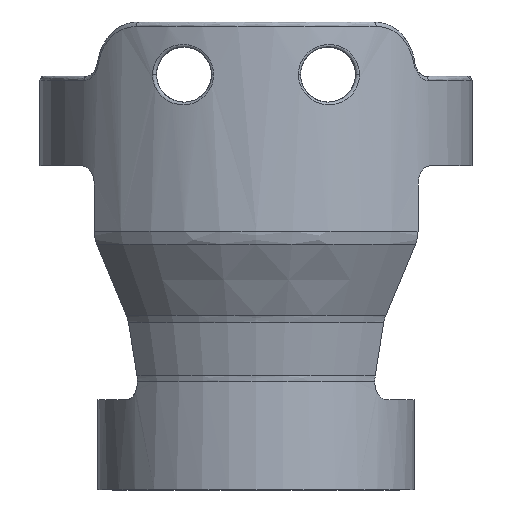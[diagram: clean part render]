
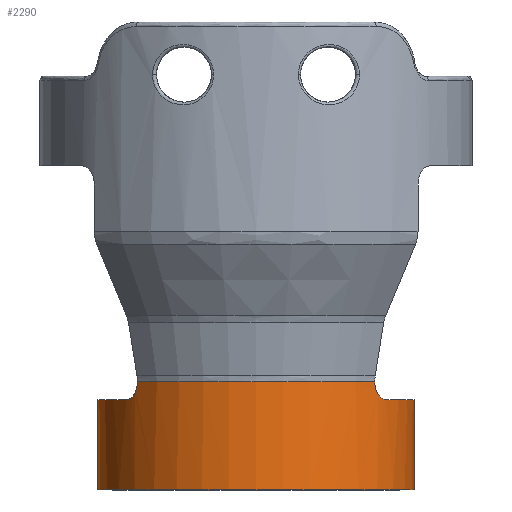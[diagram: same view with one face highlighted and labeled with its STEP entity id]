
A CAD part, front view. The second image highlights one B-rep face of the part: STEP entity #2290.
In plain terms, the highlighted cylindrical face has radius 17.6 mm (diameter 35.2 mm), a partial arc.
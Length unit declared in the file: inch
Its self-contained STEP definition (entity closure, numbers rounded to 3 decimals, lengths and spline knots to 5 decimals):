
#7 = CIRCLE ( 'NONE', #3093, 0.69291 ) ;
#17 = EDGE_CURVE ( 'NONE', #1298, #5232, #3533, .T. ) ;
#20 = CARTESIAN_POINT ( 'NONE',  ( -0.51896, -0.45914, 0.47244 ) ) ;
#52 = CARTESIAN_POINT ( 'NONE',  ( -0.52163, -0.45611, 0.44704 ) ) ;
#106 = FACE_OUTER_BOUND ( 'NONE', #6154, .T. ) ;
#198 = CARTESIAN_POINT ( 'NONE',  ( -0.69291, 0., 0.3937 ) ) ;
#328 = EDGE_CURVE ( 'NONE', #2656, #479, #7, .T. ) ;
#367 = EDGE_CURVE ( 'NONE', #4807, #2169, #3607, .T. ) ;
#414 = DIRECTION ( 'NONE',  ( 1., 0., 0. ) ) ;
#479 = VERTEX_POINT ( 'NONE', #7076 ) ;
#481 = ORIENTED_EDGE ( 'NONE', *, *, #5554, .T. ) ;
#483 = CARTESIAN_POINT ( 'NONE',  ( -0.56777, -0.39719, 0.3937 ) ) ;
#500 = CARTESIAN_POINT ( 'NONE',  ( 0.51969, -0.45832, 0.47244 ) ) ;
#582 = VERTEX_POINT ( 'NONE', #1276 ) ;
#588 = DIRECTION ( 'NONE',  ( 1., 0., 0. ) ) ;
#921 = VECTOR ( 'NONE', #4686, 39.37008 ) ;
#1056 = EDGE_CURVE ( 'NONE', #2169, #6982, #5922, .T. ) ;
#1119 = DIRECTION ( 'NONE',  ( 0., 0., 1. ) ) ;
#1276 = CARTESIAN_POINT ( 'NONE',  ( 0.5684, -0.3963, 0.3937 ) ) ;
#1298 = VERTEX_POINT ( 'NONE', #483 ) ;
#1351 = EDGE_CURVE ( 'NONE', #2656, #5232, #4874, .T. ) ;
#1358 = ORIENTED_EDGE ( 'NONE', *, *, #4246, .T. ) ;
#1359 = AXIS2_PLACEMENT_3D ( 'NONE', #2910, #1119, #588 ) ;
#1403 = ORIENTED_EDGE ( 'NONE', *, *, #17, .T. ) ;
#1425 = CARTESIAN_POINT ( 'NONE',  ( -0.51896, -0.45914, 0.47423 ) ) ;
#1446 = EDGE_CURVE ( 'NONE', #582, #1708, #4449, .T. ) ;
#1473 = AXIS2_PLACEMENT_3D ( 'NONE', #4162, #7016, #414 ) ;
#1492 = CARTESIAN_POINT ( 'NONE',  ( -0.51896, -0.45914, 0.46724 ) ) ;
#1532 = CARTESIAN_POINT ( 'NONE',  ( 0.5535, -0.41688, 0.39769 ) ) ;
#1550 = VECTOR ( 'NONE', #4127, 39.37008 ) ;
#1560 = ORIENTED_EDGE ( 'NONE', *, *, #2248, .T. ) ;
#1708 = VERTEX_POINT ( 'NONE', #3965 ) ;
#2106 = CARTESIAN_POINT ( 'NONE',  ( 0.52108, -0.45675, 0.45168 ) ) ;
#2144 = CARTESIAN_POINT ( 'NONE',  ( 0.51969, -0.45832, 0.47244 ) ) ;
#2169 = VERTEX_POINT ( 'NONE', #5921 ) ;
#2180 = CARTESIAN_POINT ( 'NONE',  ( 0., 0., 0.24332 ) ) ;
#2237 = CARTESIAN_POINT ( 'NONE',  ( -0.5193, -0.45876, 0.46212 ) ) ;
#2242 = DIRECTION ( 'NONE',  ( 0., 0., 1. ) ) ;
#2248 = EDGE_CURVE ( 'NONE', #479, #1708, #2782, .T. ) ;
#2288 = DIRECTION ( 'NONE',  ( 0., 0., 1. ) ) ;
#2290 = ADVANCED_FACE ( 'NONE', ( #106 ), #4997, .T. ) ;
#2512 = DIRECTION ( 'NONE',  ( 0., 0., 1. ) ) ;
#2614 = ORIENTED_EDGE ( 'NONE', *, *, #1446, .F. ) ;
#2646 = CARTESIAN_POINT ( 'NONE',  ( 0.54492, -0.42803, 0.40404 ) ) ;
#2656 = VERTEX_POINT ( 'NONE', #5524 ) ;
#2677 = CARTESIAN_POINT ( 'NONE',  ( 0.5565, -0.41287, 0.39619 ) ) ;
#2708 = DIRECTION ( 'NONE',  ( 0., 0., 1. ) ) ;
#2731 = CARTESIAN_POINT ( 'NONE',  ( -0.52422, -0.45313, 0.4375 ) ) ;
#2748 = CARTESIAN_POINT ( 'NONE',  ( 0.54771, -0.42446, 0.40163 ) ) ;
#2782 = LINE ( 'NONE', #7071, #6506 ) ;
#2851 = VECTOR ( 'NONE', #2242, 39.37008 ) ;
#2910 = CARTESIAN_POINT ( 'NONE',  ( 0., 0., 0.3937 ) ) ;
#3038 = CARTESIAN_POINT ( 'NONE',  ( 0., 0., 0. ) ) ;
#3055 = ORIENTED_EDGE ( 'NONE', *, *, #328, .T. ) ;
#3093 = AXIS2_PLACEMENT_3D ( 'NONE', #3038, #2512, #6366 ) ;
#3103 = CARTESIAN_POINT ( 'NONE',  ( -0.55567, -0.41406, 0.39577 ) ) ;
#3283 = EDGE_CURVE ( 'NONE', #582, #4807, #4959, .T. ) ;
#3337 = CARTESIAN_POINT ( 'NONE',  ( -0.54413, -0.42912, 0.40361 ) ) ;
#3472 = ORIENTED_EDGE ( 'NONE', *, *, #1056, .T. ) ;
#3533 = CIRCLE ( 'NONE', #6046, 0.69291 ) ;
#3607 = LINE ( 'NONE', #6901, #921 ) ;
#3705 = CARTESIAN_POINT ( 'NONE',  ( 0.51969, -0.45832, 0.46203 ) ) ;
#3760 = CARTESIAN_POINT ( 'NONE',  ( -0.52581, -0.45129, 0.43298 ) ) ;
#3795 = CARTESIAN_POINT ( 'NONE',  ( -0.53861, -0.43598, 0.40947 ) ) ;
#3810 = CARTESIAN_POINT ( 'NONE',  ( 0.53958, -0.43475, 0.40974 ) ) ;
#3873 = AXIS2_PLACEMENT_3D ( 'NONE', #2180, #2288, #4351 ) ;
#3965 = CARTESIAN_POINT ( 'NONE',  ( 0.69291, 0., 0.3937 ) ) ;
#4077 = CARTESIAN_POINT ( 'NONE',  ( 0., 0., 0.3937 ) ) ;
#4083 = LINE ( 'NONE', #5197, #1550 ) ;
#4127 = DIRECTION ( 'NONE',  ( 0., 0., -1. ) ) ;
#4162 = CARTESIAN_POINT ( 'NONE',  ( 0., 0., 0.47423 ) ) ;
#4246 = EDGE_CURVE ( 'NONE', #5901, #1298, #6943, .T. ) ;
#4259 = ORIENTED_EDGE ( 'NONE', *, *, #367, .T. ) ;
#4351 = DIRECTION ( 'NONE',  ( 1., 0., 0. ) ) ;
#4414 = CARTESIAN_POINT ( 'NONE',  ( -0.56777, -0.39719, 0.3937 ) ) ;
#4449 = CIRCLE ( 'NONE', #1359, 0.69291 ) ;
#4686 = DIRECTION ( 'NONE',  ( 0., 0., 1. ) ) ;
#4746 = CARTESIAN_POINT ( 'NONE',  ( -0.53166, -0.44439, 0.42036 ) ) ;
#4781 = CARTESIAN_POINT ( 'NONE',  ( 0.5684, -0.3963, 0.3937 ) ) ;
#4807 = VERTEX_POINT ( 'NONE', #500 ) ;
#4874 = LINE ( 'NONE', #6702, #2851 ) ;
#4886 = CARTESIAN_POINT ( 'NONE',  ( 0.56542, -0.40057, 0.3937 ) ) ;
#4943 = CARTESIAN_POINT ( 'NONE',  ( -0.52951, -0.44694, 0.42441 ) ) ;
#4959 = B_SPLINE_CURVE_WITH_KNOTS ( 'NONE', 3,
 ( #4781, #4886, #5397, #2677, #1532, #2748, #2646, #3810, #7075, #6432, #7038, #2106, #3705, #2144 ),
 .UNSPECIFIED., .F., .F.,
 ( 4, 2, 2, 2, 2, 2, 4 ),
 ( 0., 0.00039, 0.00078, 0.00117, 0.00156, 0.00235, 0.00313 ),
 .UNSPECIFIED. ) ;
#4997 = CYLINDRICAL_SURFACE ( 'NONE', #3873, 0.69291 ) ;
#5197 = CARTESIAN_POINT ( 'NONE',  ( -0.51896, -0.45914, 0.24332 ) ) ;
#5232 = VERTEX_POINT ( 'NONE', #198 ) ;
#5397 = CARTESIAN_POINT ( 'NONE',  ( 0.56245, -0.40473, 0.39421 ) ) ;
#5449 = CARTESIAN_POINT ( 'NONE',  ( -0.52062, -0.45725, 0.45205 ) ) ;
#5524 = CARTESIAN_POINT ( 'NONE',  ( -0.69291, 0., 0. ) ) ;
#5554 = EDGE_CURVE ( 'NONE', #6982, #5901, #4083, .T. ) ;
#5663 = ORIENTED_EDGE ( 'NONE', *, *, #3283, .T. ) ;
#5901 = VERTEX_POINT ( 'NONE', #6140 ) ;
#5921 = CARTESIAN_POINT ( 'NONE',  ( 0.51969, -0.45832, 0.47423 ) ) ;
#5922 = CIRCLE ( 'NONE', #1473, 0.69291 ) ;
#5942 = CARTESIAN_POINT ( 'NONE',  ( -0.56181, -0.40572, 0.3937 ) ) ;
#6010 = ORIENTED_EDGE ( 'NONE', *, *, #1351, .F. ) ;
#6046 = AXIS2_PLACEMENT_3D ( 'NONE', #4077, #6262, #6837 ) ;
#6140 = CARTESIAN_POINT ( 'NONE',  ( -0.51896, -0.45914, 0.47244 ) ) ;
#6154 = EDGE_LOOP ( 'NONE', ( #6010, #3055, #1560, #2614, #5663, #4259, #3472, #481, #1358, #1403 ) ) ;
#6262 = DIRECTION ( 'NONE',  ( 0., 0., -1. ) ) ;
#6366 = DIRECTION ( 'NONE',  ( 1., 0., 0. ) ) ;
#6432 = CARTESIAN_POINT ( 'NONE',  ( 0.53007, -0.44633, 0.42395 ) ) ;
#6506 = VECTOR ( 'NONE', #2708, 39.37008 ) ;
#6702 = CARTESIAN_POINT ( 'NONE',  ( -0.69291, 0., 0.24332 ) ) ;
#6837 = DIRECTION ( 'NONE',  ( 1., 0., 0. ) ) ;
#6901 = CARTESIAN_POINT ( 'NONE',  ( 0.51969, -0.45832, 0.24332 ) ) ;
#6943 = B_SPLINE_CURVE_WITH_KNOTS ( 'NONE', 3,
 ( #20, #1492, #2237, #5449, #52, #2731, #3760, #4943, #4746, #3795, #3337, #3103, #5942, #4414 ),
 .UNSPECIFIED., .F., .F.,
 ( 4, 2, 2, 2, 2, 2, 4 ),
 ( 0., 0.00039, 0.00078, 0.00117, 0.00156, 0.00235, 0.00313 ),
 .UNSPECIFIED. ) ;
#6982 = VERTEX_POINT ( 'NONE', #1425 ) ;
#7016 = DIRECTION ( 'NONE',  ( 0., 0., -1. ) ) ;
#7038 = CARTESIAN_POINT ( 'NONE',  ( 0.52624, -0.4508, 0.43273 ) ) ;
#7071 = CARTESIAN_POINT ( 'NONE',  ( 0.69291, 0., 0.24332 ) ) ;
#7075 = CARTESIAN_POINT ( 'NONE',  ( 0.53702, -0.4379, 0.41306 ) ) ;
#7076 = CARTESIAN_POINT ( 'NONE',  ( 0.69291, 0., 0. ) ) ;
